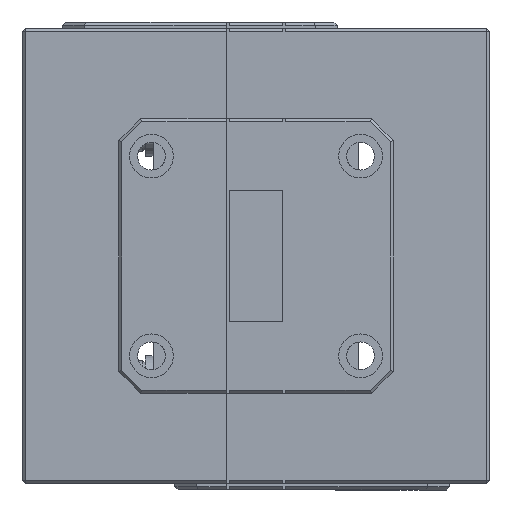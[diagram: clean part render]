
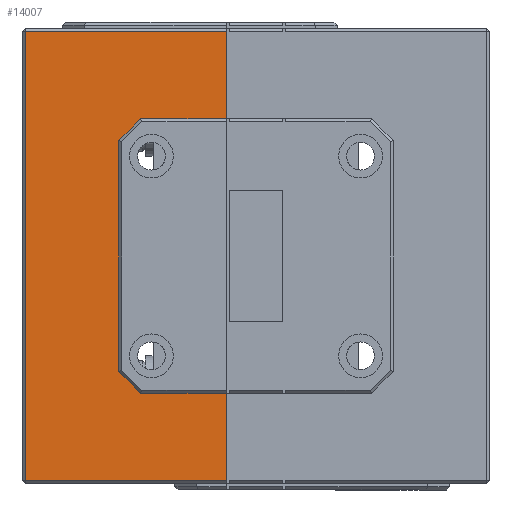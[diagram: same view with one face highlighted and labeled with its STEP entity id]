
A CAD part, left-side view. The second image highlights one B-rep face of the part: STEP entity #14007.
In plain terms, the highlighted planar face has unit normal (-1, 0, 0).
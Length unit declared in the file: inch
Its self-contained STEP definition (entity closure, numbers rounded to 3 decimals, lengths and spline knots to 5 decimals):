
#221 = LINE ( 'NONE', #49528, #57682 ) ;
#1137 = VECTOR ( 'NONE', #19429, 39.37008 ) ;
#1431 = CARTESIAN_POINT ( 'NONE',  ( -5.23592, -0.04461, -0.28538 ) ) ;
#2902 = EDGE_CURVE ( 'NONE', #14788, #49558, #16286, .T. ) ;
#4574 = VECTOR ( 'NONE', #7252, 39.37008 ) ;
#4589 = LINE ( 'NONE', #53871, #4708 ) ;
#4708 = VECTOR ( 'NONE', #13146, 39.37008 ) ;
#4741 = VERTEX_POINT ( 'NONE', #12127 ) ;
#5328 = CARTESIAN_POINT ( 'NONE',  ( -5.23592, 0.76539, 0.52462 ) ) ;
#5767 = CARTESIAN_POINT ( 'NONE',  ( -5.23592, 0.76539, 0.52462 ) ) ;
#5824 = CARTESIAN_POINT ( 'NONE',  ( -5.23592, 0.69539, 0.59462 ) ) ;
#6372 = EDGE_CURVE ( 'NONE', #31189, #14056, #8574, .T. ) ;
#6720 = ORIENTED_EDGE ( 'NONE', *, *, #38822, .F. ) ;
#7134 = VECTOR ( 'NONE', #32188, 39.37008 ) ;
#7252 = DIRECTION ( 'NONE',  ( 0., 0., 1. ) ) ;
#7568 = VERTEX_POINT ( 'NONE', #44087 ) ;
#8075 = VECTOR ( 'NONE', #31756, 39.37008 ) ;
#8574 = LINE ( 'NONE', #5328, #8075 ) ;
#9469 = EDGE_CURVE ( 'NONE', #16373, #14788, #11932, .T. ) ;
#10304 = DIRECTION ( 'NONE',  ( 0., -1., 0. ) ) ;
#10358 = CARTESIAN_POINT ( 'NONE',  ( -5.23592, 0.76539, -0.21538 ) ) ;
#10567 = DIRECTION ( 'NONE',  ( 0., 0., 1. ) ) ;
#11932 = LINE ( 'NONE', #12239, #4574 ) ;
#12127 = CARTESIAN_POINT ( 'NONE',  ( -5.23592, 1.06539, -0.56538 ) ) ;
#12239 = CARTESIAN_POINT ( 'NONE',  ( -5.23592, 0.42039, 0.15462 ) ) ;
#13146 = DIRECTION ( 'NONE',  ( 0., 0., -1. ) ) ;
#13278 = CARTESIAN_POINT ( 'NONE',  ( -5.23592, 0.42039, 0.87462 ) ) ;
#13726 = VERTEX_POINT ( 'NONE', #36118 ) ;
#14007 = ADVANCED_FACE ( 'NONE', ( #37537 ), #38682, .T. ) ;
#14056 = VERTEX_POINT ( 'NONE', #47353 ) ;
#14528 = ORIENTED_EDGE ( 'NONE', *, *, #31314, .T. ) ;
#14725 = CARTESIAN_POINT ( 'NONE',  ( -5.23592, 0.42039, 0.15462 ) ) ;
#14788 = VERTEX_POINT ( 'NONE', #13278 ) ;
#14942 = EDGE_CURVE ( 'NONE', #50083, #13726, #55179, .T. ) ;
#15257 = DIRECTION ( 'NONE',  ( -1., 0., 0. ) ) ;
#16286 = LINE ( 'NONE', #42740, #52949 ) ;
#16373 = VERTEX_POINT ( 'NONE', #53477 ) ;
#18217 = LINE ( 'NONE', #5824, #1137 ) ;
#18470 = LINE ( 'NONE', #50570, #7134 ) ;
#19112 = EDGE_CURVE ( 'NONE', #19928, #31189, #18217, .T. ) ;
#19429 = DIRECTION ( 'NONE',  ( 0., 0.707, -0.707 ) ) ;
#19539 = EDGE_LOOP ( 'NONE', ( #14528, #50139, #41794, #40914, #6720, #21057, #37293, #29975, #32103, #30812 ) ) ;
#19928 = VERTEX_POINT ( 'NONE', #37267 ) ;
#20159 = DIRECTION ( 'NONE',  ( 0., 1., 0. ) ) ;
#21057 = ORIENTED_EDGE ( 'NONE', *, *, #6372, .F. ) ;
#21288 = EDGE_CURVE ( 'NONE', #7568, #13726, #27400, .T. ) ;
#27400 = LINE ( 'NONE', #14725, #28324 ) ;
#27889 = DIRECTION ( 'NONE',  ( 0., -0.707, -0.707 ) ) ;
#28234 = VECTOR ( 'NONE', #27889, 39.37008 ) ;
#28324 = VECTOR ( 'NONE', #10567, 39.37008 ) ;
#29975 = ORIENTED_EDGE ( 'NONE', *, *, #57077, .F. ) ;
#30812 = ORIENTED_EDGE ( 'NONE', *, *, #2902, .T. ) ;
#31189 = VERTEX_POINT ( 'NONE', #5767 ) ;
#31314 = EDGE_CURVE ( 'NONE', #49558, #4741, #4589, .T. ) ;
#31728 = DIRECTION ( 'NONE',  ( 0., 1., 0. ) ) ;
#31756 = DIRECTION ( 'NONE',  ( 0., 0., -1. ) ) ;
#32103 = ORIENTED_EDGE ( 'NONE', *, *, #9469, .T. ) ;
#32188 = DIRECTION ( 'NONE',  ( 0., -1., 0. ) ) ;
#33397 = DIRECTION ( 'NONE',  ( 0., 0., -1. ) ) ;
#33984 = CARTESIAN_POINT ( 'NONE',  ( -5.23592, 0.23039, 0.15462 ) ) ;
#34071 = CARTESIAN_POINT ( 'NONE',  ( -5.23592, 0.69539, -0.28538 ) ) ;
#36118 = CARTESIAN_POINT ( 'NONE',  ( -5.23592, 0.42039, -0.28538 ) ) ;
#37267 = CARTESIAN_POINT ( 'NONE',  ( -5.23592, 0.69539, 0.59462 ) ) ;
#37293 = ORIENTED_EDGE ( 'NONE', *, *, #19112, .F. ) ;
#37537 = FACE_OUTER_BOUND ( 'NONE', #19539, .T. ) ;
#38682 = PLANE ( 'NONE',  #40214 ) ;
#38822 = EDGE_CURVE ( 'NONE', #14056, #50083, #50770, .T. ) ;
#40214 = AXIS2_PLACEMENT_3D ( 'NONE', #33984, #15257, #33397 ) ;
#40914 = ORIENTED_EDGE ( 'NONE', *, *, #14942, .F. ) ;
#41794 = ORIENTED_EDGE ( 'NONE', *, *, #21288, .T. ) ;
#42740 = CARTESIAN_POINT ( 'NONE',  ( -5.23592, 0.23039, 0.87462 ) ) ;
#44087 = CARTESIAN_POINT ( 'NONE',  ( -5.23592, 0.42039, -0.56538 ) ) ;
#44179 = EDGE_CURVE ( 'NONE', #4741, #7568, #18470, .T. ) ;
#47353 = CARTESIAN_POINT ( 'NONE',  ( -5.23592, 0.76539, -0.21538 ) ) ;
#48760 = CARTESIAN_POINT ( 'NONE',  ( -5.23592, 1.06539, 0.87462 ) ) ;
#49528 = CARTESIAN_POINT ( 'NONE',  ( -5.23592, -0.04461, 0.59462 ) ) ;
#49558 = VERTEX_POINT ( 'NONE', #48760 ) ;
#50083 = VERTEX_POINT ( 'NONE', #34071 ) ;
#50139 = ORIENTED_EDGE ( 'NONE', *, *, #44179, .T. ) ;
#50570 = CARTESIAN_POINT ( 'NONE',  ( -5.23592, 0.23039, -0.56538 ) ) ;
#50770 = LINE ( 'NONE', #10358, #28234 ) ;
#52949 = VECTOR ( 'NONE', #20159, 39.37008 ) ;
#53477 = CARTESIAN_POINT ( 'NONE',  ( -5.23592, 0.42039, 0.59462 ) ) ;
#53661 = VECTOR ( 'NONE', #10304, 39.37008 ) ;
#53871 = CARTESIAN_POINT ( 'NONE',  ( -5.23592, 1.06539, 0.15462 ) ) ;
#55179 = LINE ( 'NONE', #1431, #53661 ) ;
#57077 = EDGE_CURVE ( 'NONE', #16373, #19928, #221, .T. ) ;
#57682 = VECTOR ( 'NONE', #31728, 39.37008 ) ;
